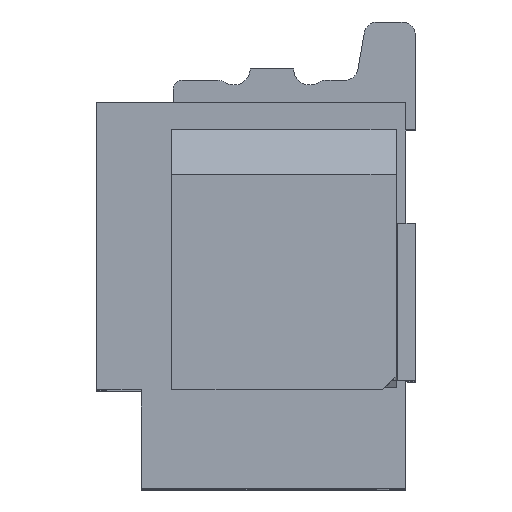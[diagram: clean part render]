
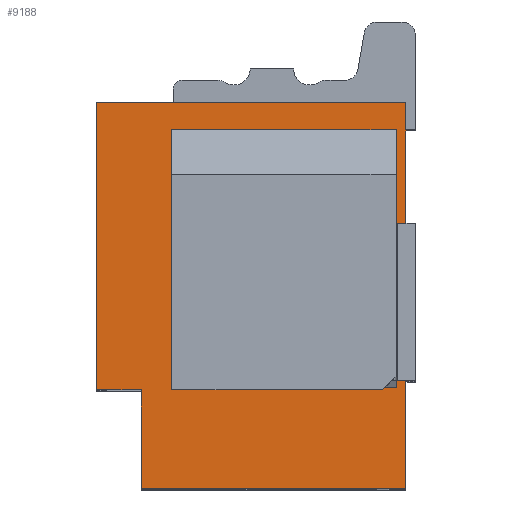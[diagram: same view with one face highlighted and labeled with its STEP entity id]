
A CAD part, top view. The second image highlights one B-rep face of the part: STEP entity #9188.
In plain terms, the highlighted planar face has unit normal (0, 0, 1).
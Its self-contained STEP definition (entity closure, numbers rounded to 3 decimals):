
#125=DIRECTION('',(0.,-1.,0.));
#126=VECTOR('',#125,3.2);
#127=CARTESIAN_POINT('',(-73.809,104.408,22.262));
#128=LINE('',#127,#126);
#889=DIRECTION('',(1.,0.,0.));
#890=VECTOR('',#889,2.95);
#891=CARTESIAN_POINT('',(-73.309,100.108,22.262));
#892=LINE('',#891,#890);
#1001=DIRECTION('',(0.,-1.,0.));
#1002=VECTOR('',#1001,1.1);
#1003=CARTESIAN_POINT('',(-73.309,101.208,22.262));
#1004=LINE('',#1003,#1002);
#1005=DIRECTION('',(1.,0.,0.));
#1006=VECTOR('',#1005,0.5);
#1007=CARTESIAN_POINT('',(-73.809,101.208,22.262));
#1008=LINE('',#1007,#1006);
#1029=DIRECTION('',(1.,0.,0.));
#1030=VECTOR('',#1029,2.5);
#1031=CARTESIAN_POINT('',(-72.969,101.235,22.262));
#1032=LINE('',#1031,#1030);
#1033=DIRECTION('',(0.,1.,0.));
#1034=VECTOR('',#1033,2.873);
#1035=CARTESIAN_POINT('',(-70.469,101.235,22.262));
#1036=LINE('',#1035,#1034);
#1037=DIRECTION('',(0.,-1.,0.));
#1038=VECTOR('',#1037,2.873);
#1039=CARTESIAN_POINT('',(-72.969,104.108,22.262));
#1040=LINE('',#1039,#1038);
#1049=DIRECTION('',(-1.,0.,0.));
#1050=VECTOR('',#1049,3.45);
#1051=CARTESIAN_POINT('',(-70.359,104.408,22.262));
#1052=LINE('',#1051,#1050);
#1695=DIRECTION('',(0.,1.,0.));
#1696=VECTOR('',#1695,4.3);
#1697=CARTESIAN_POINT('',(-70.359,100.108,22.262));
#1698=LINE('',#1697,#1696);
#1739=DIRECTION('',(1.,0.,0.));
#1740=VECTOR('',#1739,2.5);
#1741=CARTESIAN_POINT('',(-72.969,104.108,22.262));
#1742=LINE('',#1741,#1740);
#6015=CARTESIAN_POINT('',(-73.809,104.408,22.262));
#6016=VERTEX_POINT('',#6015);
#6017=CARTESIAN_POINT('',(-73.809,101.208,22.262));
#6018=VERTEX_POINT('',#6017);
#6091=CARTESIAN_POINT('',(-73.309,100.108,22.262));
#6092=VERTEX_POINT('',#6091);
#6093=CARTESIAN_POINT('',(-70.359,100.108,22.262));
#6094=VERTEX_POINT('',#6093);
#6335=CARTESIAN_POINT('',(-70.359,104.408,22.262));
#6336=VERTEX_POINT('',#6335);
#6337=CARTESIAN_POINT('',(-73.309,101.208,22.262));
#6338=VERTEX_POINT('',#6337);
#6339=CARTESIAN_POINT('',(-72.969,101.235,22.262));
#6340=CARTESIAN_POINT('',(-70.469,101.235,22.262));
#6341=VERTEX_POINT('',#6339);
#6342=VERTEX_POINT('',#6340);
#6343=CARTESIAN_POINT('',(-70.469,104.108,22.262));
#6344=VERTEX_POINT('',#6343);
#6345=CARTESIAN_POINT('',(-72.969,104.108,22.262));
#6346=VERTEX_POINT('',#6345);
#9163=CARTESIAN_POINT('',(-72.084,102.258,22.262));
#9164=DIRECTION('',(0.,0.,1.));
#9165=DIRECTION('',(-1.,0.,0.));
#9166=AXIS2_PLACEMENT_3D('',#9163,#9164,#9165);
#9167=PLANE('',#9166);
#9168=ORIENTED_EDGE('',*,*,#8980,.F.);
#9169=ORIENTED_EDGE('',*,*,#9114,.F.);
#9170=ORIENTED_EDGE('',*,*,#9129,.F.);
#9171=ORIENTED_EDGE('',*,*,#7980,.F.);
#9173=ORIENTED_EDGE('',*,*,#9172,.F.);
#9175=ORIENTED_EDGE('',*,*,#9174,.F.);
#9176=EDGE_LOOP('',(#9168,#9169,#9170,#9171,#9173,#9175));
#9177=FACE_OUTER_BOUND('',#9176,.F.);
#9179=ORIENTED_EDGE('',*,*,#9178,.T.);
#9181=ORIENTED_EDGE('',*,*,#9180,.T.);
#9183=ORIENTED_EDGE('',*,*,#9182,.F.);
#9185=ORIENTED_EDGE('',*,*,#9184,.T.);
#9186=EDGE_LOOP('',(#9179,#9181,#9183,#9185));
#9187=FACE_BOUND('',#9186,.F.);
#7980=EDGE_CURVE('',#6016,#6018,#128,.T.);
#8980=EDGE_CURVE('',#6092,#6094,#892,.T.);
#9114=EDGE_CURVE('',#6338,#6092,#1004,.T.);
#9129=EDGE_CURVE('',#6018,#6338,#1008,.T.);
#9172=EDGE_CURVE('',#6336,#6016,#1052,.T.);
#9174=EDGE_CURVE('',#6094,#6336,#1698,.T.);
#9178=EDGE_CURVE('',#6341,#6342,#1032,.T.);
#9180=EDGE_CURVE('',#6342,#6344,#1036,.T.);
#9182=EDGE_CURVE('',#6346,#6344,#1742,.T.);
#9184=EDGE_CURVE('',#6346,#6341,#1040,.T.);
#9188=ADVANCED_FACE('',(#9177,#9187),#9167,.T.);
